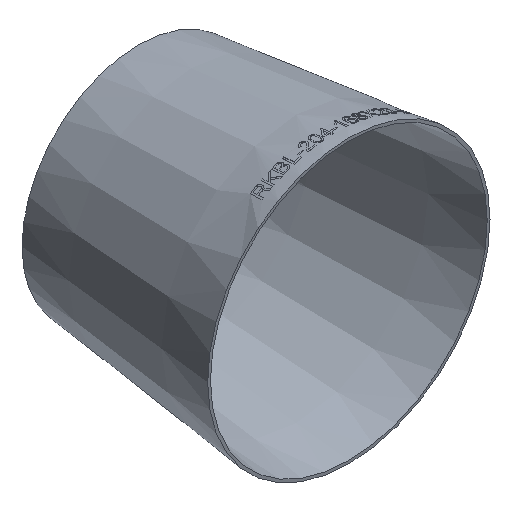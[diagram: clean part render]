
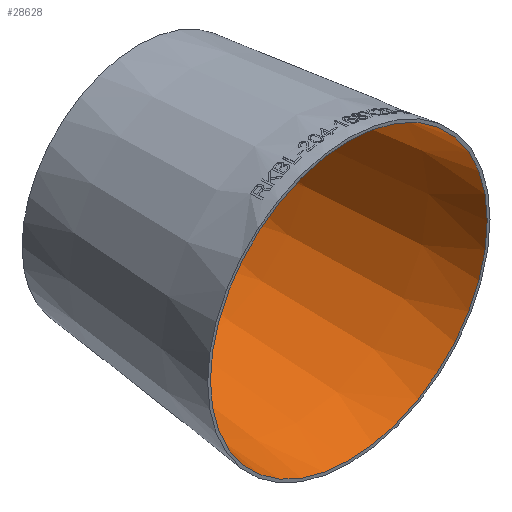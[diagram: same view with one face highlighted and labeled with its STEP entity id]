
A CAD part, isometric view. The second image highlights one B-rep face of the part: STEP entity #28628.
In plain terms, the highlighted conical face has half-angle 6.698 degrees and reference radius 99.986 mm.
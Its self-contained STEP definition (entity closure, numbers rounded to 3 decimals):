
#1045 = AXIS2_PLACEMENT_3D ( 'NONE', #13410, #10479, #5122 ) ;
#1176 = DIRECTION ( 'NONE',  ( 0., -1., 0. ) ) ;
#5070 = ORIENTED_EDGE ( 'NONE', *, *, #13923, .F. ) ;
#5122 = DIRECTION ( 'NONE',  ( 0., 0., -1. ) ) ;
#6271 = VERTEX_POINT ( 'NONE', #11584 ) ;
#6507 = CIRCLE ( 'NONE', #15305, 82.136 ) ;
#7140 = CONICAL_SURFACE ( 'NONE', #1045, 99.986, 0.117 ) ;
#7725 = FACE_BOUND ( 'NONE', #31333, .T. ) ;
#8973 = CARTESIAN_POINT ( 'NONE',  ( 0., 0., 0. ) ) ;
#10479 = DIRECTION ( 'NONE',  ( 0., -1., 0. ) ) ;
#11323 = DIRECTION ( 'NONE',  ( 0., 0., -1. ) ) ;
#11584 = CARTESIAN_POINT ( 'NONE',  ( 0., 152., -82.136 ) ) ;
#11744 = EDGE_CURVE ( 'NONE', #11760, #11760, #30948, .T. ) ;
#11760 = VERTEX_POINT ( 'NONE', #13864 ) ;
#13410 = CARTESIAN_POINT ( 'NONE',  ( 0., 0., 0. ) ) ;
#13864 = CARTESIAN_POINT ( 'NONE',  ( 0., 0., -99.986 ) ) ;
#13923 = EDGE_CURVE ( 'NONE', #6271, #6271, #6507, .T. ) ;
#13953 = ORIENTED_EDGE ( 'NONE', *, *, #11744, .T. ) ;
#15305 = AXIS2_PLACEMENT_3D ( 'NONE', #34017, #31413, #11323 ) ;
#16018 = AXIS2_PLACEMENT_3D ( 'NONE', #8973, #1176, #19488 ) ;
#18234 = FACE_OUTER_BOUND ( 'NONE', #32033, .T. ) ;
#19488 = DIRECTION ( 'NONE',  ( 0., 0., -1. ) ) ;
#28628 = ADVANCED_FACE ( 'NONE', ( #7725, #18234 ), #7140, .F. ) ;
#30948 = CIRCLE ( 'NONE', #16018, 99.986 ) ;
#31333 = EDGE_LOOP ( 'NONE', ( #5070 ) ) ;
#31413 = DIRECTION ( 'NONE',  ( 0., -1., 0. ) ) ;
#32033 = EDGE_LOOP ( 'NONE', ( #13953 ) ) ;
#34017 = CARTESIAN_POINT ( 'NONE',  ( 0., 152., 0. ) ) ;
